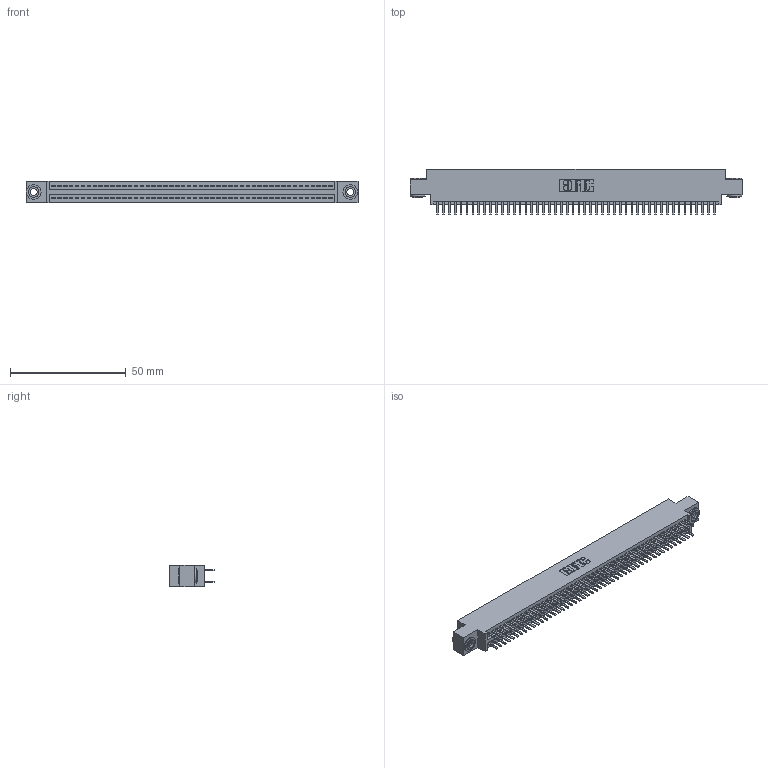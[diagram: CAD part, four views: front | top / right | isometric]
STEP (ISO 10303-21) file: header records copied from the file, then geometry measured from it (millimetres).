
FILE_DESCRIPTION (( 'STEP AP203' ), '1' );
FILE_NAME ('395-096-520-803.STEP', '2018-11-29T14:46:15', ( '' ), ( '' ), 'SwSTEP 2.0', 'SolidWorks 2016', '' );
FILE_SCHEMA (( 'CONFIG_CONTROL_DESIGN' ));
Length unit declared in the file: inch
Products named in the file (4): 345 Part_0.170 Offset - 0.156 Dia-TH; 395-096-520-803; 345-292-001_345-293-120; 345-250-002_345-250-002-102
Assembly tree (99 placements, depth 2):
  395-096-520-803
    345 Part_0.170 Offset - 0.156 Dia-TH
    345-292-001_345-293-120  x96
    345-250-002_345-250-002-102  x2
Bounding box: 143.13 x 19.68 x 9.4 mm (x, y, z)
Volume: 13823.2 mm3; surface area: 20807.8 mm2
Topology: 99 solids, 99 shells, 5352 faces, 15501 edges, 10074 vertices
Faces by surface type: plane 3454, cylinder 1890, cone 8
Entity records: 37750 total; most frequent: CARTESIAN_POINT 6311, ORIENTED_EDGE 6226, DIRECTION 5575, EDGE_CURVE 3113, LINE 2761, VECTOR 2761, VERTEX_POINT 2070, AXIS2_PLACEMENT_3D 1407
